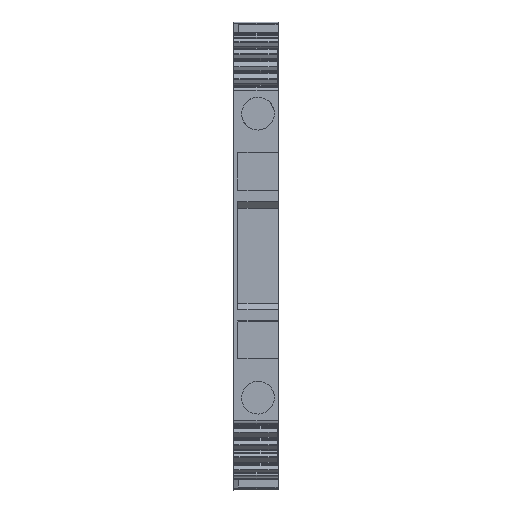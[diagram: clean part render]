
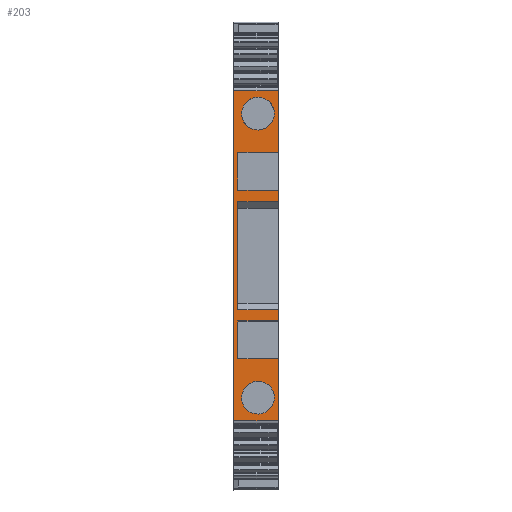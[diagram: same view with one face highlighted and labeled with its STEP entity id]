
A CAD part, top view. The second image highlights one B-rep face of the part: STEP entity #203.
In plain terms, the highlighted planar face has unit normal (0, 0, 1).
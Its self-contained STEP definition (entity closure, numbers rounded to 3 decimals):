
#35=AXIS2_PLACEMENT_3D('Plane Axis2P3D',#32,#33,#34) ;
#169=AXIS2_PLACEMENT_3D('Circle Axis2P3D',#167,#168,$) ;
#178=AXIS2_PLACEMENT_3D('Circle Axis2P3D',#176,#177,$) ;
#187=AXIS2_PLACEMENT_3D('Circle Axis2P3D',#185,#186,$) ;
#196=AXIS2_PLACEMENT_3D('Circle Axis2P3D',#194,#195,$) ;
#32=CARTESIAN_POINT('Axis2P3D Location',(7.9,70.5,49.55)) ;
#37=CARTESIAN_POINT('Line Origine',(7.9,65.05,49.55)) ;
#41=CARTESIAN_POINT('Vertex',(7.9,59.6,49.55)) ;
#43=CARTESIAN_POINT('Vertex',(7.9,70.5,49.55)) ;
#46=CARTESIAN_POINT('Line Origine',(3.95,70.5,49.55)) ;
#50=CARTESIAN_POINT('Vertex',(0.,70.5,49.55)) ;
#53=CARTESIAN_POINT('Line Origine',(0.,41.35,49.55)) ;
#57=CARTESIAN_POINT('Vertex',(0.,12.2,49.55)) ;
#60=CARTESIAN_POINT('Line Origine',(3.95,12.2,49.55)) ;
#64=CARTESIAN_POINT('Vertex',(7.9,12.2,49.55)) ;
#67=CARTESIAN_POINT('Line Origine',(7.9,17.65,49.55)) ;
#71=CARTESIAN_POINT('Vertex',(7.9,23.1,49.55)) ;
#74=CARTESIAN_POINT('Line Origine',(4.325,23.1,49.55)) ;
#78=CARTESIAN_POINT('Vertex',(0.75,23.1,49.55)) ;
#81=CARTESIAN_POINT('Line Origine',(0.75,26.45,49.55)) ;
#85=CARTESIAN_POINT('Vertex',(0.75,29.8,49.55)) ;
#88=CARTESIAN_POINT('Line Origine',(4.325,29.8,49.55)) ;
#92=CARTESIAN_POINT('Vertex',(7.9,29.8,49.55)) ;
#95=CARTESIAN_POINT('Line Origine',(7.9,30.803,49.55)) ;
#99=CARTESIAN_POINT('Vertex',(7.9,31.805,49.55)) ;
#102=CARTESIAN_POINT('Line Origine',(4.325,31.805,49.55)) ;
#106=CARTESIAN_POINT('Vertex',(0.75,31.805,49.55)) ;
#109=CARTESIAN_POINT('Line Origine',(0.75,41.35,49.55)) ;
#113=CARTESIAN_POINT('Vertex',(0.75,50.895,49.55)) ;
#116=CARTESIAN_POINT('Line Origine',(4.325,50.895,49.55)) ;
#120=CARTESIAN_POINT('Vertex',(7.9,50.895,49.55)) ;
#123=CARTESIAN_POINT('Line Origine',(7.9,51.897,49.55)) ;
#127=CARTESIAN_POINT('Vertex',(7.9,52.9,49.55)) ;
#130=CARTESIAN_POINT('Line Origine',(4.325,52.9,49.55)) ;
#134=CARTESIAN_POINT('Vertex',(0.75,52.9,49.55)) ;
#137=CARTESIAN_POINT('Line Origine',(0.75,56.25,49.55)) ;
#141=CARTESIAN_POINT('Vertex',(0.75,59.6,49.55)) ;
#144=CARTESIAN_POINT('Line Origine',(4.325,59.6,49.55)) ;
#167=CARTESIAN_POINT('Axis2P3D Location',(4.3,66.45,49.55)) ;
#171=CARTESIAN_POINT('Vertex',(1.755,67.84,49.55)) ;
#173=CARTESIAN_POINT('Vertex',(6.845,65.06,49.55)) ;
#176=CARTESIAN_POINT('Axis2P3D Location',(4.3,66.45,49.55)) ;
#185=CARTESIAN_POINT('Axis2P3D Location',(4.3,16.25,49.55)) ;
#189=CARTESIAN_POINT('Vertex',(1.755,17.64,49.55)) ;
#191=CARTESIAN_POINT('Vertex',(6.845,14.86,49.55)) ;
#194=CARTESIAN_POINT('Axis2P3D Location',(4.3,16.25,49.55)) ;
#33=DIRECTION('Axis2P3D Direction',(0.,0.,1.)) ;
#34=DIRECTION('Axis2P3D XDirection',(0.,-1.,0.)) ;
#38=DIRECTION('Vector Direction',(0.,-1.,0.)) ;
#47=DIRECTION('Vector Direction',(1.,0.,0.)) ;
#54=DIRECTION('Vector Direction',(0.,-1.,0.)) ;
#61=DIRECTION('Vector Direction',(1.,0.,0.)) ;
#68=DIRECTION('Vector Direction',(0.,-1.,0.)) ;
#75=DIRECTION('Vector Direction',(-1.,0.,0.)) ;
#82=DIRECTION('Vector Direction',(0.,-1.,0.)) ;
#89=DIRECTION('Vector Direction',(1.,0.,0.)) ;
#96=DIRECTION('Vector Direction',(0.,-1.,0.)) ;
#103=DIRECTION('Vector Direction',(1.,0.,0.)) ;
#110=DIRECTION('Vector Direction',(0.,1.,0.)) ;
#117=DIRECTION('Vector Direction',(1.,0.,0.)) ;
#124=DIRECTION('Vector Direction',(0.,-1.,0.)) ;
#131=DIRECTION('Vector Direction',(-1.,0.,0.)) ;
#138=DIRECTION('Vector Direction',(0.,-1.,0.)) ;
#145=DIRECTION('Vector Direction',(1.,0.,0.)) ;
#168=DIRECTION('Axis2P3D Direction',(0.,0.,1.)) ;
#177=DIRECTION('Axis2P3D Direction',(0.,0.,1.)) ;
#186=DIRECTION('Axis2P3D Direction',(0.,0.,1.)) ;
#195=DIRECTION('Axis2P3D Direction',(0.,0.,1.)) ;
#39=VECTOR('Line Direction',#38,1.) ;
#48=VECTOR('Line Direction',#47,1.) ;
#55=VECTOR('Line Direction',#54,1.) ;
#62=VECTOR('Line Direction',#61,1.) ;
#69=VECTOR('Line Direction',#68,1.) ;
#76=VECTOR('Line Direction',#75,1.) ;
#83=VECTOR('Line Direction',#82,1.) ;
#90=VECTOR('Line Direction',#89,1.) ;
#97=VECTOR('Line Direction',#96,1.) ;
#104=VECTOR('Line Direction',#103,1.) ;
#111=VECTOR('Line Direction',#110,1.) ;
#118=VECTOR('Line Direction',#117,1.) ;
#125=VECTOR('Line Direction',#124,1.) ;
#132=VECTOR('Line Direction',#131,1.) ;
#139=VECTOR('Line Direction',#138,1.) ;
#146=VECTOR('Line Direction',#145,1.) ;
#150=ORIENTED_EDGE('',*,*,#45,.T.) ;
#151=ORIENTED_EDGE('',*,*,#52,.F.) ;
#152=ORIENTED_EDGE('',*,*,#59,.F.) ;
#153=ORIENTED_EDGE('',*,*,#66,.T.) ;
#154=ORIENTED_EDGE('',*,*,#73,.T.) ;
#155=ORIENTED_EDGE('',*,*,#80,.F.) ;
#156=ORIENTED_EDGE('',*,*,#87,.F.) ;
#157=ORIENTED_EDGE('',*,*,#94,.F.) ;
#158=ORIENTED_EDGE('',*,*,#101,.T.) ;
#159=ORIENTED_EDGE('',*,*,#108,.T.) ;
#160=ORIENTED_EDGE('',*,*,#115,.T.) ;
#161=ORIENTED_EDGE('',*,*,#122,.F.) ;
#162=ORIENTED_EDGE('',*,*,#129,.T.) ;
#163=ORIENTED_EDGE('',*,*,#136,.F.) ;
#164=ORIENTED_EDGE('',*,*,#143,.F.) ;
#165=ORIENTED_EDGE('',*,*,#148,.F.) ;
#182=ORIENTED_EDGE('',*,*,#175,.F.) ;
#183=ORIENTED_EDGE('',*,*,#180,.F.) ;
#200=ORIENTED_EDGE('',*,*,#193,.F.) ;
#201=ORIENTED_EDGE('',*,*,#198,.F.) ;
#184=FACE_BOUND('',#181,.T.) ;
#202=FACE_BOUND('',#199,.T.) ;
#203=ADVANCED_FACE('K\X2\00F6\X0\rper.6',(#166,#184,#202),#36,.T.) ;
#170=CIRCLE('generated circle',#169,2.9) ;
#179=CIRCLE('generated circle',#178,2.9) ;
#188=CIRCLE('generated circle',#187,2.9) ;
#197=CIRCLE('generated circle',#196,2.9) ;
#45=EDGE_CURVE('',#42,#44,#40,.F.) ;
#52=EDGE_CURVE('',#51,#44,#49,.T.) ;
#59=EDGE_CURVE('',#58,#51,#56,.F.) ;
#66=EDGE_CURVE('',#58,#65,#63,.T.) ;
#73=EDGE_CURVE('',#65,#72,#70,.F.) ;
#80=EDGE_CURVE('',#79,#72,#77,.F.) ;
#87=EDGE_CURVE('',#86,#79,#84,.T.) ;
#94=EDGE_CURVE('',#93,#86,#91,.F.) ;
#101=EDGE_CURVE('',#93,#100,#98,.F.) ;
#108=EDGE_CURVE('',#100,#107,#105,.F.) ;
#115=EDGE_CURVE('',#107,#114,#112,.T.) ;
#122=EDGE_CURVE('',#121,#114,#119,.F.) ;
#129=EDGE_CURVE('',#121,#128,#126,.F.) ;
#136=EDGE_CURVE('',#135,#128,#133,.F.) ;
#143=EDGE_CURVE('',#142,#135,#140,.T.) ;
#148=EDGE_CURVE('',#42,#142,#147,.F.) ;
#175=EDGE_CURVE('',#172,#174,#170,.T.) ;
#180=EDGE_CURVE('',#174,#172,#179,.T.) ;
#193=EDGE_CURVE('',#190,#192,#188,.T.) ;
#198=EDGE_CURVE('',#192,#190,#197,.T.) ;
#149=EDGE_LOOP('',(#150,#151,#152,#153,#154,#155,#156,#157,#158,#159,#160,#161,#162,#163,#164,#165)) ;
#181=EDGE_LOOP('',(#182,#183)) ;
#199=EDGE_LOOP('',(#200,#201)) ;
#166=FACE_OUTER_BOUND('',#149,.T.) ;
#40=LINE('Line',#37,#39) ;
#49=LINE('Line',#46,#48) ;
#56=LINE('Line',#53,#55) ;
#63=LINE('Line',#60,#62) ;
#70=LINE('Line',#67,#69) ;
#77=LINE('Line',#74,#76) ;
#84=LINE('Line',#81,#83) ;
#91=LINE('Line',#88,#90) ;
#98=LINE('Line',#95,#97) ;
#105=LINE('Line',#102,#104) ;
#112=LINE('Line',#109,#111) ;
#119=LINE('Line',#116,#118) ;
#126=LINE('Line',#123,#125) ;
#133=LINE('Line',#130,#132) ;
#140=LINE('Line',#137,#139) ;
#147=LINE('Line',#144,#146) ;
#36=PLANE('',#35) ;
#42=VERTEX_POINT('',#41) ;
#44=VERTEX_POINT('',#43) ;
#51=VERTEX_POINT('',#50) ;
#58=VERTEX_POINT('',#57) ;
#65=VERTEX_POINT('',#64) ;
#72=VERTEX_POINT('',#71) ;
#79=VERTEX_POINT('',#78) ;
#86=VERTEX_POINT('',#85) ;
#93=VERTEX_POINT('',#92) ;
#100=VERTEX_POINT('',#99) ;
#107=VERTEX_POINT('',#106) ;
#114=VERTEX_POINT('',#113) ;
#121=VERTEX_POINT('',#120) ;
#128=VERTEX_POINT('',#127) ;
#135=VERTEX_POINT('',#134) ;
#142=VERTEX_POINT('',#141) ;
#172=VERTEX_POINT('',#171) ;
#174=VERTEX_POINT('',#173) ;
#190=VERTEX_POINT('',#189) ;
#192=VERTEX_POINT('',#191) ;
